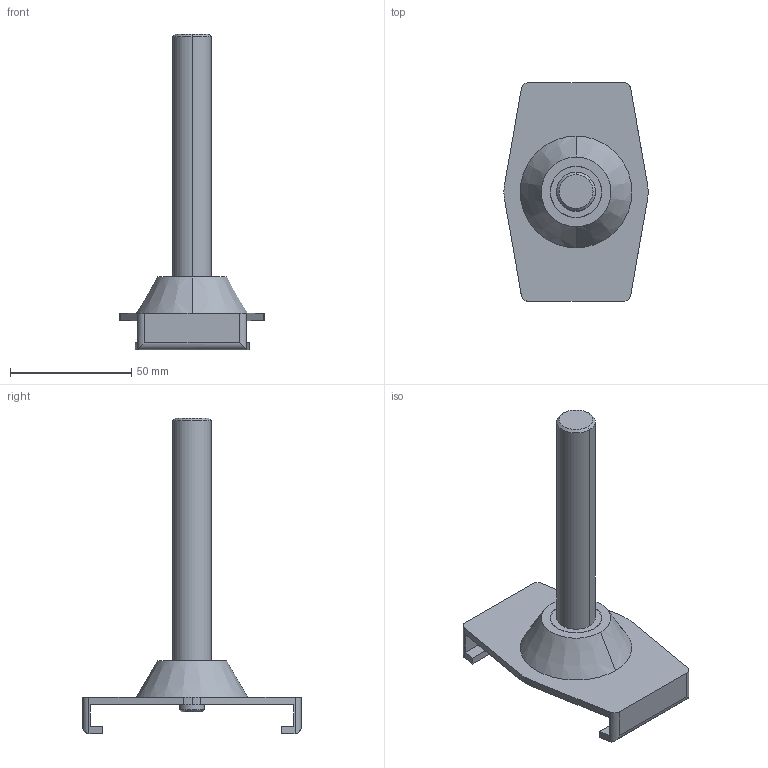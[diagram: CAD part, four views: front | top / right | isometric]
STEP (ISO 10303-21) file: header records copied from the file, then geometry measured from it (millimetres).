
FILE_DESCRIPTION (( 'STEP AP214' ), '1' );
FILE_NAME ('Rexnord-55761.STEP', '2023-08-01T12:08:52', ( '' ), ( '' ), 'SwSTEP 2.0', 'SolidWorks 2022', '' );
FILE_SCHEMA (( 'AUTOMOTIVE_DESIGN' ));
Length unit declared in the file: millimetre
Products named in the file (5): Rexnord-55761_M10; Rexnord-55761_washer; Rexnord-55761_PIN_P1; Rexnord-55761; Rexnord-55761_CLP
Assembly tree (4 placements, depth 2):
  Rexnord-55761
    Rexnord-55761_CLP
    Rexnord-55761_M10
    Rexnord-55761_washer
    Rexnord-55761_PIN_P1
Bounding box: 59.35 x 90 x 130 mm (x, y, z)
Volume: 55386.7 mm3; surface area: 22785.4 mm2
Topology: 4 solids, 4 shells, 84 faces, 197 edges, 125 vertices
Faces by surface type: plane 38, cylinder 23, cone 23
Entity records: 2676 total; most frequent: CARTESIAN_POINT 557, DIRECTION 412, ORIENTED_EDGE 394, EDGE_CURVE 197, AXIS2_PLACEMENT_3D 156, VERTEX_POINT 125, LINE 100, VECTOR 100
